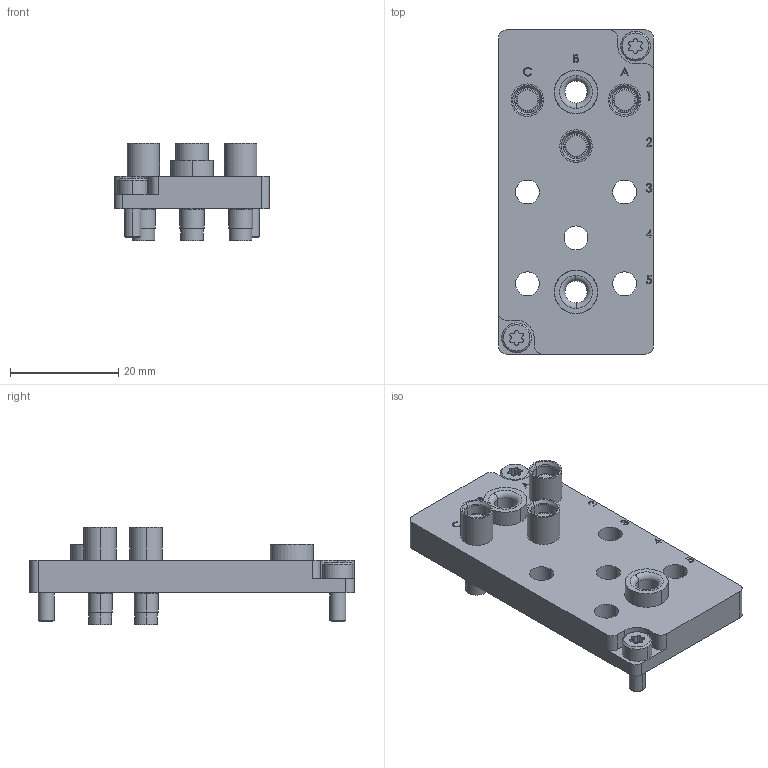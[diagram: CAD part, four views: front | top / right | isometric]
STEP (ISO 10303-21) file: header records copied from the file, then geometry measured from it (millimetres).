
FILE_DESCRIPTION (( 'STEP AP214' ), '1' );
FILE_NAME ('INGUN_42708.STEP', '2023-01-17T10:26:24', ( '' ), ( '' ), 'SwSTEP 2.0', 'SolidWorks 2021', '' );
FILE_SCHEMA (( 'AUTOMOTIVE_DESIGN' ));
Length unit declared in the file: millimetre
Products named in the file (7): INFO_4628~0_S; 42626~1_S; 3357~0; DIN912~n_M03,0x008; INGUN_42708; SB-860Z__ADA~sb_S; 42626~1
Assembly tree (10 placements, depth 3):
  INGUN_42708
    42626~1_S
      42626~1
      INFO_4628~0_S
    DIN912~n_M03,0x008  x2
    3357~0  x2
    SB-860Z__ADA~sb_S  x3
Bounding box: 28.7 x 60 x 18 mm (x, y, z)
Volume: 10383.4 mm3; surface area: 7556.1 mm2
Topology: 19 solids, 19 shells, 918 faces, 2497 edges, 1638 vertices
Faces by surface type: plane 479, cylinder 323, cone 60, bspline 46, torus 10
Entity records: 16904 total; most frequent: CARTESIAN_POINT 5985, ORIENTED_EDGE 2344, DIRECTION 1964, EDGE_CURVE 1172, VERTEX_POINT 770, AXIS2_PLACEMENT_3D 717, LINE 530, VECTOR 530
